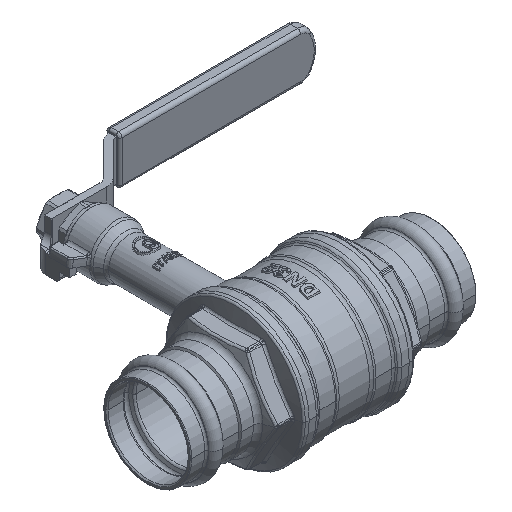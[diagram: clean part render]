
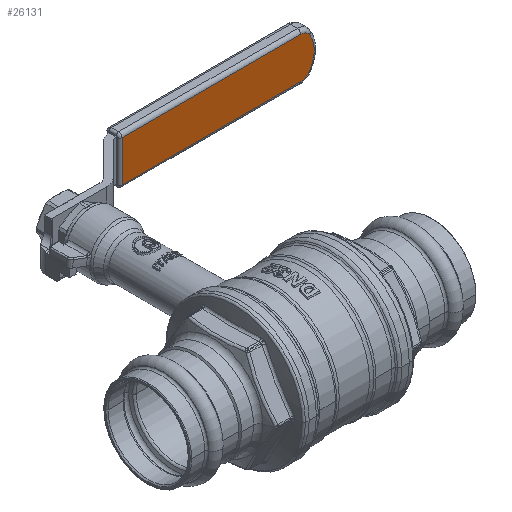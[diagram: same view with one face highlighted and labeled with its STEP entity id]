
A CAD part, isometric view. The second image highlights one B-rep face of the part: STEP entity #26131.
In plain terms, the highlighted planar face has unit normal (0, -1, 0).
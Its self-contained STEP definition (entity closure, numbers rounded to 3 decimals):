
#25690=DIRECTION('',(0.,0.,-1.));
#25691=VECTOR('',#25690,18.);
#25692=CARTESIAN_POINT('',(86.,-3.1,9.));
#25693=LINE('',#25692,#25691);
#25833=DIRECTION('',(1.,0.,0.));
#25834=VECTOR('',#25833,78.614);
#25835=CARTESIAN_POINT('',(7.386,-3.1,9.));
#25836=LINE('',#25835,#25834);
#25851=CARTESIAN_POINT('',(7.386,-3.1,4.5));
#25852=DIRECTION('',(0.,1.,0.));
#25853=DIRECTION('',(-0.827,0.,0.563));
#25854=AXIS2_PLACEMENT_3D('',#25851,#25852,#25853);
#25917=CARTESIAN_POINT('',(14.,-3.1,0.));
#25918=DIRECTION('',(0.,1.,0.));
#25919=DIRECTION('',(-0.827,0.,-0.563));
#25920=AXIS2_PLACEMENT_3D('',#25917,#25918,#25919);
#25932=CARTESIAN_POINT('',(7.386,-3.1,-4.5));
#25933=DIRECTION('',(0.,1.,0.));
#25934=DIRECTION('',(0.,0.,-1.));
#25935=AXIS2_PLACEMENT_3D('',#25932,#25933,#25934);
#26005=DIRECTION('',(-1.,0.,0.));
#26006=VECTOR('',#26005,78.614);
#26007=CARTESIAN_POINT('',(86.,-3.1,-9.));
#26008=LINE('',#26007,#26006);
#26068=CARTESIAN_POINT('',(7.386,-3.1,
-9.));
#26069=CARTESIAN_POINT('',(3.665,-3.1,
-7.031));
#26070=VERTEX_POINT('',#26068);
#26071=VERTEX_POINT('',#26069);
#26074=CARTESIAN_POINT('',(3.665,-3.1,7.031));
#26075=VERTEX_POINT('',#26074);
#26078=CARTESIAN_POINT('',(7.386,-3.1,
9.));
#26079=VERTEX_POINT('',#26078);
#26098=CARTESIAN_POINT('',(86.,-3.1,9.));
#26099=VERTEX_POINT('',#26098);
#26102=CARTESIAN_POINT('',(86.,-3.1,-9.));
#26103=VERTEX_POINT('',#26102);
#26112=CARTESIAN_POINT('',(0.,-3.1,10.5));
#26113=DIRECTION('',(0.,-1.,0.));
#26114=DIRECTION('',(0.,0.,-1.));
#26115=AXIS2_PLACEMENT_3D('',#26112,#26113,#26114);
#26116=PLANE('',#26115);
#26118=ORIENTED_EDGE('',*,*,#26117,.T.);
#26120=ORIENTED_EDGE('',*,*,#26119,.T.);
#26122=ORIENTED_EDGE('',*,*,#26121,.T.);
#26124=ORIENTED_EDGE('',*,*,#26123,.T.);
#26126=ORIENTED_EDGE('',*,*,#26125,.T.);
#26128=ORIENTED_EDGE('',*,*,#26127,.T.);
#26129=EDGE_LOOP('',(#26118,#26120,#26122,#26124,#26126,#26128));
#26130=FACE_OUTER_BOUND('',#26129,.F.);
#26131=ADVANCED_FACE('',(#26130),#26116,.T.);
#25855=CIRCLE('',#25854,4.5);
#25921=CIRCLE('',#25920,12.5);
#25936=CIRCLE('',#25935,4.5);
#26117=EDGE_CURVE('',#26099,#26103,#25693,.T.);
#26119=EDGE_CURVE('',#26103,#26070,#26008,.T.);
#26121=EDGE_CURVE('',#26070,#26071,#25936,.T.);
#26123=EDGE_CURVE('',#26071,#26075,#25921,.T.);
#26125=EDGE_CURVE('',#26075,#26079,#25855,.T.);
#26127=EDGE_CURVE('',#26079,#26099,#25836,.T.);
